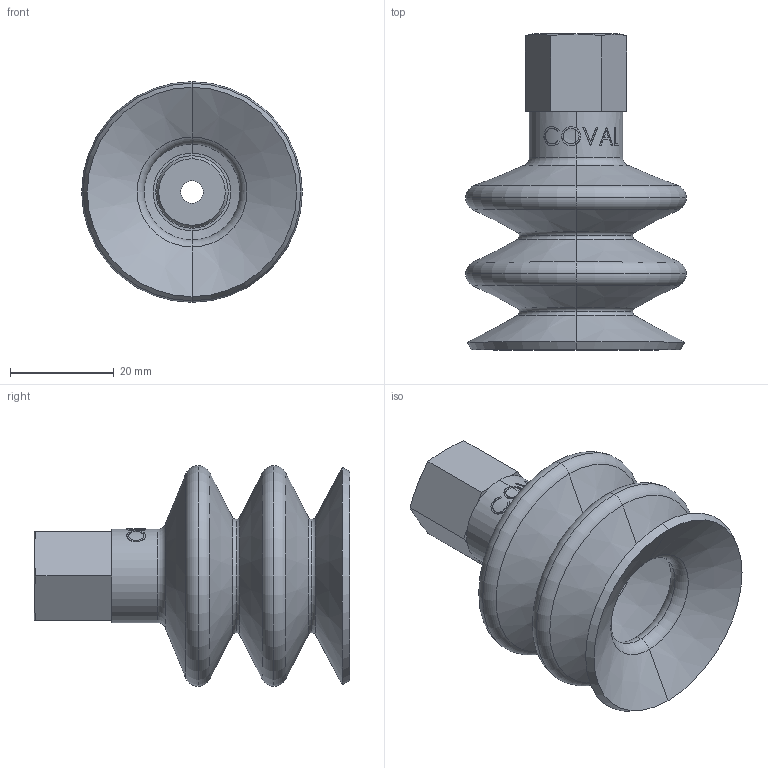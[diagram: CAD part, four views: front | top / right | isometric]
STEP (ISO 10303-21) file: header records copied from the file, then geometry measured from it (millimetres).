
FILE_DESCRIPTION(('STEP AP214'),'1');
FILE_NAME('COVAL_VS42NBRIF14.stp','2017-12-27T18:33:16',('TraceParts'),('TraceParts S.A.'),'Spatial InterOp 3D',' ',' ');
FILE_SCHEMA(('automotive_design'));
Length unit declared in the file: millimetre
Products named in the file (2): COVAL_VS42NBRIF14_1; COVAL_VS42NBRIF14_2
Bounding box: 42.6 x 61 x 42.6 mm (x, y, z)
Volume: 17085.7 mm3; surface area: 16580 mm2
Topology: 2 solids, 2 shells, 144 faces, 329 edges, 196 vertices
Faces by surface type: torus 34, cone 34, bspline 29, plane 26, cylinder 21
Entity records: 10271 total; most frequent: CARTESIAN_POINT 6049, ORIENTED_EDGE 658, DIRECTION 594, EDGE_CURVE 329, AXIS2_PLACEMENT_3D 263, VERTEX_POINT 196, EDGE_LOOP 155, CIRCLE 146
